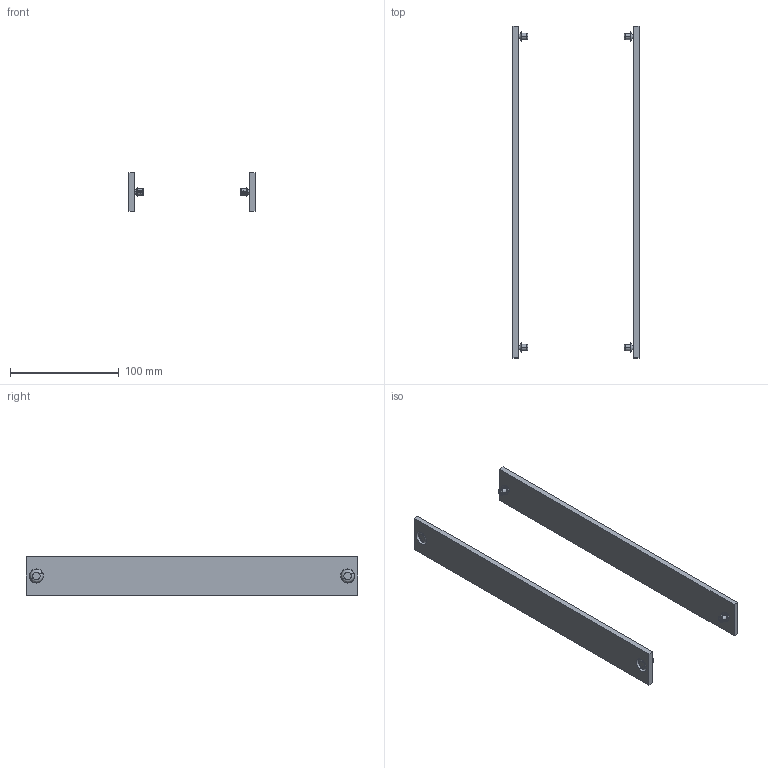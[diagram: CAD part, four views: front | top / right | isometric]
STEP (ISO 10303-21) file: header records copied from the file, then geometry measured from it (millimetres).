
FILE_DESCRIPTION(('CATIA V5 STEP'),'2;1');
FILE_NAME('T8053150_L_Hoehenausgleichsadapter-HAA-KETO-00-3_70-90_Srl_Systemmass-300.stp','2017-08-31T09:26:46+00:00',('none'),('Jean Müller GmbH'),'CATIA Version 5 Release 19 SP 9 (IN-10)','CATIA V5 STEP AP214','none');
FILE_SCHEMA(('AUTOMOTIVE_DESIGN { 1 0 10303 214 1 1 1 1 }'));
Length unit declared in the file: millimetre
Products named in the file (3): T8053150_L_Hoehenausgleichsadapter HAA-KETO-00-3/70-90/Srl-Systemmaß 300; 85847_Schnappniet; 85956_01_Befestigungsstange 
Assembly tree (6 placements, depth 2):
  T8053150_L_Hoehenausgleichsadapter HAA-KETO-00-3/70-90/Srl-Systemmaß 300
    85847_Schnappniet  x4
    85956_01_Befestigungsstange   x2
Bounding box: 116 x 305.5 x 35 mm (x, y, z)
Volume: 106379.4 mm3; surface area: 53036.6 mm2
Topology: 10 solids, 10 shells, 220 faces, 568 edges, 372 vertices
Faces by surface type: plane 100, torus 40, cylinder 40, sphere 32, cone 8
Entity records: 1921 total; most frequent: CARTESIAN_POINT 434, ORIENTED_EDGE 316, DIRECTION 230, EDGE_CURVE 158, AXIS2_PLACEMENT_3D 121, VERTEX_POINT 105, CIRCLE 76, EDGE_LOOP 73
